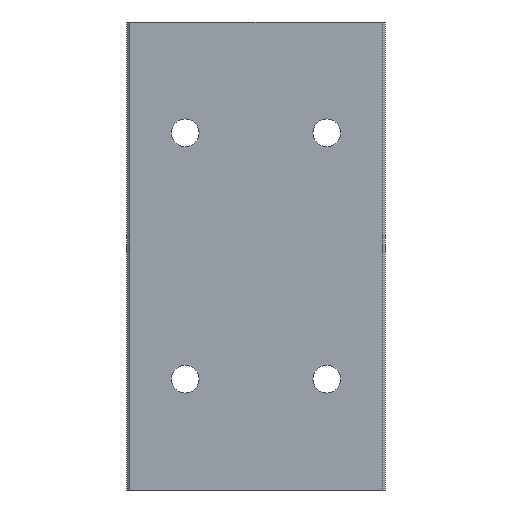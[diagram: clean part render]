
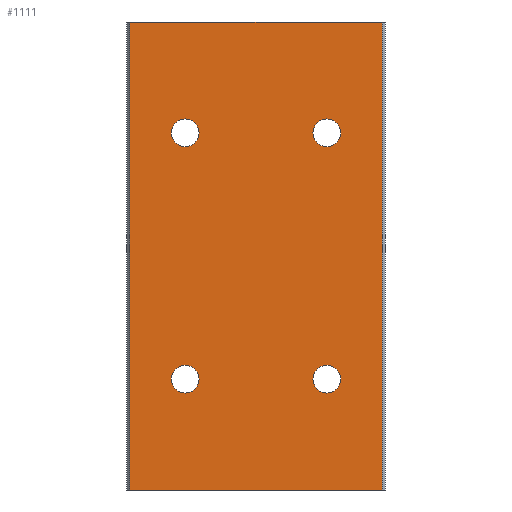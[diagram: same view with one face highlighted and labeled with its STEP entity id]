
A CAD part, front view. The second image highlights one B-rep face of the part: STEP entity #1111.
In plain terms, the highlighted planar face has unit normal (0, -1, 0).
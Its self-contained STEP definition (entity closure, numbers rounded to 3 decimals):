
#17 = ORIENTED_EDGE ( 'NONE', *, *, #878, .T. ) ;
#28 = ORIENTED_EDGE ( 'NONE', *, *, #866, .T. ) ;
#35 = EDGE_LOOP ( 'NONE', ( #91, #233 ) ) ;
#72 = ORIENTED_EDGE ( 'NONE', *, *, #828, .F. ) ;
#91 = ORIENTED_EDGE ( 'NONE', *, *, #838, .T. ) ;
#131 = EDGE_LOOP ( 'NONE', ( #177, #28 ) ) ;
#140 = EDGE_LOOP ( 'NONE', ( #72, #147, #190, #248 ) ) ;
#147 = ORIENTED_EDGE ( 'NONE', *, *, #835, .F. ) ;
#155 = ORIENTED_EDGE ( 'NONE', *, *, #846, .T. ) ;
#157 = EDGE_LOOP ( 'NONE', ( #211, #17 ) ) ;
#177 = ORIENTED_EDGE ( 'NONE', *, *, #832, .T. ) ;
#182 = EDGE_LOOP ( 'NONE', ( #228, #155 ) ) ;
#190 = ORIENTED_EDGE ( 'NONE', *, *, #839, .T. ) ;
#211 = ORIENTED_EDGE ( 'NONE', *, *, #836, .T. ) ;
#228 = ORIENTED_EDGE ( 'NONE', *, *, #833, .T. ) ;
#233 = ORIENTED_EDGE ( 'NONE', *, *, #877, .T. ) ;
#248 = ORIENTED_EDGE ( 'NONE', *, *, #834, .T. ) ;
#263 = DIRECTION ( 'NONE',  ( 1., 0., 0. ) ) ;
#273 = CARTESIAN_POINT ( 'NONE',  ( 20.5, 0., 0. ) ) ;
#376 = VECTOR ( 'NONE', #263, 1000. ) ;
#388 = LINE ( 'NONE', #273, #376 ) ;
#399 = LINE ( 'NONE', #1127, #407 ) ;
#402 = VECTOR ( 'NONE', #1129, 1000. ) ;
#403 = VECTOR ( 'NONE', #1141, 1000. ) ;
#404 = CIRCLE ( 'NONE', #952, 2.25 ) ;
#405 = LINE ( 'NONE', #1119, #402 ) ;
#406 = CIRCLE ( 'NONE', #953, 2.25 ) ;
#407 = VECTOR ( 'NONE', #1131, 1000. ) ;
#409 = CIRCLE ( 'NONE', #939, 2.25 ) ;
#411 = LINE ( 'NONE', #1128, #403 ) ;
#412 = CIRCLE ( 'NONE', #954, 2.25 ) ;
#425 = CIRCLE ( 'NONE', #958, 2.25 ) ;
#457 = CIRCLE ( 'NONE', #970, 2.25 ) ;
#472 = CIRCLE ( 'NONE', #974, 2.25 ) ;
#474 = CIRCLE ( 'NONE', #967, 2.25 ) ;
#615 = VERTEX_POINT ( 'NONE', #701 ) ;
#617 = VERTEX_POINT ( 'NONE', #703 ) ;
#618 = VERTEX_POINT ( 'NONE', #704 ) ;
#621 = VERTEX_POINT ( 'NONE', #707 ) ;
#624 = VERTEX_POINT ( 'NONE', #710 ) ;
#626 = VERTEX_POINT ( 'NONE', #712 ) ;
#627 = VERTEX_POINT ( 'NONE', #713 ) ;
#628 = VERTEX_POINT ( 'NONE', #714 ) ;
#629 = VERTEX_POINT ( 'NONE', #715 ) ;
#630 = VERTEX_POINT ( 'NONE', #716 ) ;
#637 = VERTEX_POINT ( 'NONE', #723 ) ;
#645 = VERTEX_POINT ( 'NONE', #731 ) ;
#701 = CARTESIAN_POINT ( 'NONE',  ( 11.5, 0., -55.75 ) ) ;
#703 = CARTESIAN_POINT ( 'NONE',  ( -11.5, 0., -55.75 ) ) ;
#704 = CARTESIAN_POINT ( 'NONE',  ( 11.5, 0., -20.25 ) ) ;
#707 = CARTESIAN_POINT ( 'NONE',  ( -20.5, 0., -76. ) ) ;
#710 = CARTESIAN_POINT ( 'NONE',  ( -11.5, 0., -20.25 ) ) ;
#712 = CARTESIAN_POINT ( 'NONE',  ( 11.5, 0., -15.75 ) ) ;
#713 = CARTESIAN_POINT ( 'NONE',  ( -11.5, 0., -15.75 ) ) ;
#714 = CARTESIAN_POINT ( 'NONE',  ( -20.5, 0., 0. ) ) ;
#715 = CARTESIAN_POINT ( 'NONE',  ( 11.5, 0., -60.25 ) ) ;
#716 = CARTESIAN_POINT ( 'NONE',  ( 20.5, 0., -76. ) ) ;
#723 = CARTESIAN_POINT ( 'NONE',  ( -11.5, 0., -60.25 ) ) ;
#731 = CARTESIAN_POINT ( 'NONE',  ( 20.5, 0., 0. ) ) ;
#828 = EDGE_CURVE ( 'NONE', #628, #645, #388, .T. ) ;
#832 = EDGE_CURVE ( 'NONE', #626, #618, #404, .T. ) ;
#833 = EDGE_CURVE ( 'NONE', #615, #629, #406, .T. ) ;
#834 = EDGE_CURVE ( 'NONE', #630, #645, #405, .T. ) ;
#835 = EDGE_CURVE ( 'NONE', #621, #628, #399, .T. ) ;
#836 = EDGE_CURVE ( 'NONE', #617, #637, #409, .T. ) ;
#838 = EDGE_CURVE ( 'NONE', #627, #624, #412, .T. ) ;
#839 = EDGE_CURVE ( 'NONE', #621, #630, #411, .T. ) ;
#846 = EDGE_CURVE ( 'NONE', #629, #615, #425, .T. ) ;
#866 = EDGE_CURVE ( 'NONE', #618, #626, #457, .T. ) ;
#877 = EDGE_CURVE ( 'NONE', #624, #627, #472, .T. ) ;
#878 = EDGE_CURVE ( 'NONE', #637, #617, #474, .T. ) ;
#939 = AXIS2_PLACEMENT_3D ( 'NONE', #1130, #1132, #1133 ) ;
#952 = AXIS2_PLACEMENT_3D ( 'NONE', #1121, #1122, #1123 ) ;
#953 = AXIS2_PLACEMENT_3D ( 'NONE', #1124, #1125, #1126 ) ;
#954 = AXIS2_PLACEMENT_3D ( 'NONE', #1137, #1138, #1139 ) ;
#958 = AXIS2_PLACEMENT_3D ( 'NONE', #1153, #1158, #1159 ) ;
#967 = AXIS2_PLACEMENT_3D ( 'NONE', #1228, #1237, #1238 ) ;
#970 = AXIS2_PLACEMENT_3D ( 'NONE', #1205, #1207, #1208 ) ;
#974 = AXIS2_PLACEMENT_3D ( 'NONE', #1231, #1234, #1235 ) ;
#1017 = AXIS2_PLACEMENT_3D ( 'NONE', #1454, #1466, #1467 ) ;
#1063 = FACE_BOUND ( 'NONE', #131, .T. ) ;
#1069 = FACE_BOUND ( 'NONE', #182, .T. ) ;
#1070 = FACE_BOUND ( 'NONE', #157, .T. ) ;
#1072 = FACE_OUTER_BOUND ( 'NONE', #140, .T. ) ;
#1073 = FACE_BOUND ( 'NONE', #35, .T. ) ;
#1111 = ADVANCED_FACE ( 'NONE', ( #1069, #1063, #1072, #1073, #1070 ), #1444, .T. ) ;
#1119 = CARTESIAN_POINT ( 'NONE',  ( 20.5, 0., -76. ) ) ;
#1121 = CARTESIAN_POINT ( 'NONE',  ( 11.5, 0., -18. ) ) ;
#1122 = DIRECTION ( 'NONE',  ( 0., 1., 0. ) ) ;
#1123 = DIRECTION ( 'NONE',  ( 0., 0., 1. ) ) ;
#1124 = CARTESIAN_POINT ( 'NONE',  ( 11.5, 0., -58. ) ) ;
#1125 = DIRECTION ( 'NONE',  ( 0., 1., 0. ) ) ;
#1126 = DIRECTION ( 'NONE',  ( 0., 0., 1. ) ) ;
#1127 = CARTESIAN_POINT ( 'NONE',  ( -20.5, 0., -76. ) ) ;
#1128 = CARTESIAN_POINT ( 'NONE',  ( 20.5, 0., -76. ) ) ;
#1129 = DIRECTION ( 'NONE',  ( 0., 0., 1. ) ) ;
#1130 = CARTESIAN_POINT ( 'NONE',  ( -11.5, 0., -58. ) ) ;
#1131 = DIRECTION ( 'NONE',  ( 0., 0., 1. ) ) ;
#1132 = DIRECTION ( 'NONE',  ( 0., 1., 0. ) ) ;
#1133 = DIRECTION ( 'NONE',  ( 0., 0., 1. ) ) ;
#1137 = CARTESIAN_POINT ( 'NONE',  ( -11.5, 0., -18. ) ) ;
#1138 = DIRECTION ( 'NONE',  ( 0., 1., 0. ) ) ;
#1139 = DIRECTION ( 'NONE',  ( 0., 0., 1. ) ) ;
#1141 = DIRECTION ( 'NONE',  ( 1., 0., 0. ) ) ;
#1153 = CARTESIAN_POINT ( 'NONE',  ( 11.5, 0., -58. ) ) ;
#1158 = DIRECTION ( 'NONE',  ( 0., 1., 0. ) ) ;
#1159 = DIRECTION ( 'NONE',  ( 0., 0., 1. ) ) ;
#1205 = CARTESIAN_POINT ( 'NONE',  ( 11.5, 0., -18. ) ) ;
#1207 = DIRECTION ( 'NONE',  ( 0., 1., 0. ) ) ;
#1208 = DIRECTION ( 'NONE',  ( 0., 0., 1. ) ) ;
#1228 = CARTESIAN_POINT ( 'NONE',  ( -11.5, 0., -58. ) ) ;
#1231 = CARTESIAN_POINT ( 'NONE',  ( -11.5, 0., -18. ) ) ;
#1234 = DIRECTION ( 'NONE',  ( 0., 1., 0. ) ) ;
#1235 = DIRECTION ( 'NONE',  ( 0., 0., 1. ) ) ;
#1237 = DIRECTION ( 'NONE',  ( 0., 1., 0. ) ) ;
#1238 = DIRECTION ( 'NONE',  ( 0., 0., 1. ) ) ;
#1444 = PLANE ( 'NONE',  #1017 ) ;
#1454 = CARTESIAN_POINT ( 'NONE',  ( 20.5, 0., -76. ) ) ;
#1466 = DIRECTION ( 'NONE',  ( 0., -1., 0. ) ) ;
#1467 = DIRECTION ( 'NONE',  ( 1., 0., 0. ) ) ;
